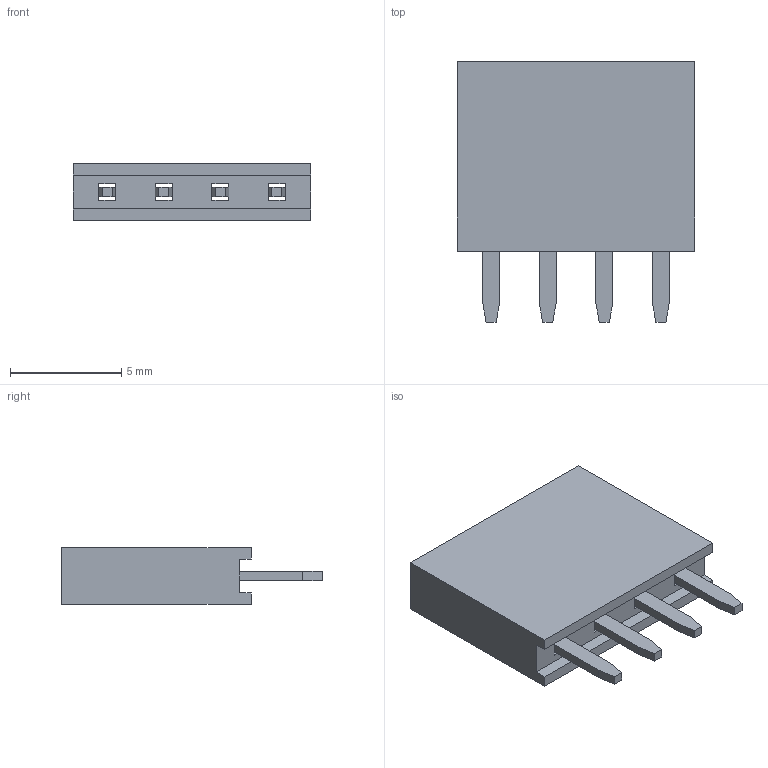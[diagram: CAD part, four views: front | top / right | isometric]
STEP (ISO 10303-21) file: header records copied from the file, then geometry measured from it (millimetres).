
FILE_DESCRIPTION(/* description */ (''),/* implementation_level */ '2;1');
FILE_NAME(/* name */ 'Header_fem_2.54mm_01x04.step',/* time_stamp */ '2022-10-14T16:41:32+02:00',/* author */ (''),/* organization */ (''),/* preprocessor_version */ 'ST-DEVELOPER v19',/* originating_system */ 'Autodesk Translation Framework v11.7.0.108',/* authorisation */ '');
FILE_SCHEMA (('AUTOMOTIVE_DESIGN { 1 0 10303 214 3 1 1 }'));
Length unit declared in the file: inch
Products named in the file (1): PPTC041LFBN-RC--3DModel-STEP-56544
Bounding box: 10.67 x 11.71 x 2.54 mm (x, y, z)
Volume: 211.7 mm3; surface area: 476.5 mm2
Topology: 5 solids, 5 shells, 90 faces, 224 edges, 144 vertices
Faces by surface type: plane 78, cylinder 12
Entity records: 2734 total; most frequent: CARTESIAN_POINT 459, ORIENTED_EDGE 448, DIRECTION 430, EDGE_CURVE 224, LINE 200, VECTOR 200, VERTEX_POINT 144, AXIS2_PLACEMENT_3D 115
